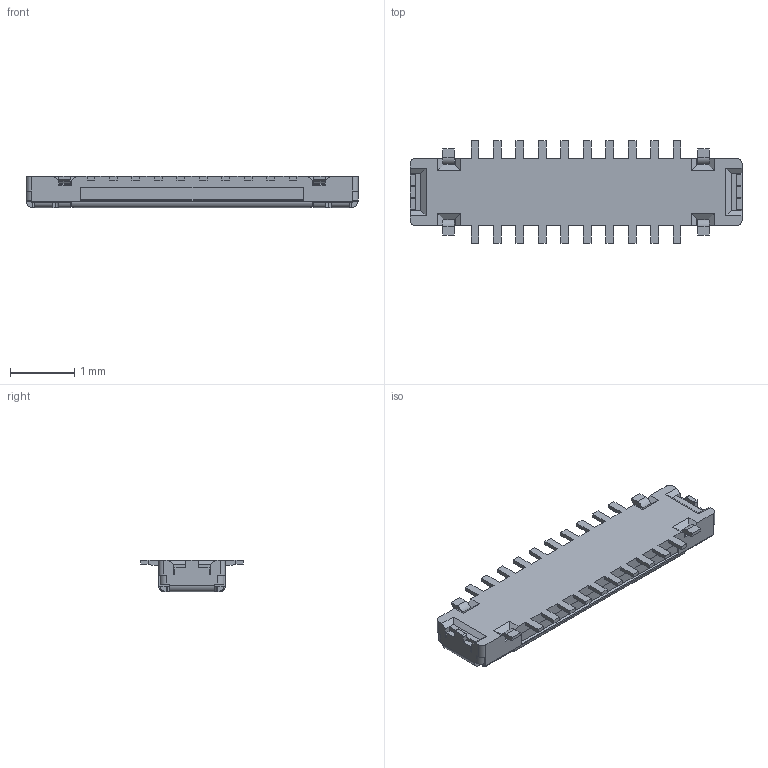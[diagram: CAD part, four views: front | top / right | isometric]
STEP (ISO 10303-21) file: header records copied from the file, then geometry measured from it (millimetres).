
FILE_DESCRIPTION(/* description */ (''),/* implementation_level */ '2;1');
FILE_NAME(/* name */ '2167010209wbm000_01_214.stp',/* time_stamp */ '2023-05-18T19:11:35+08:00',/* author */ (''),/* organization */ (''),/* preprocessor_version */ 'ST-DEVELOPER v16.7',/* originating_system */ 'SIEMENS PLM Software NX 1919',/* authorisation */ '');
FILE_SCHEMA (('AUTOMOTIVE_DESIGN { 1 0 10303 214 3 1 1 1 }'));
Length unit declared in the file: millimetre
Products named in the file (1): 2167010209wbm000_01
Bounding box: 5.17 x 1.6 x 0.49 mm (x, y, z)
Volume: 1.7 mm3; surface area: 22.7 mm2
Topology: 1 solids, 1 shells, 384 faces, 1084 edges, 708 vertices
Faces by surface type: plane 286, cylinder 94, cone 4
Entity records: 12480 total; most frequent: CARTESIAN_POINT 2365, ORIENTED_EDGE 2168, DIRECTION 2046, EDGE_CURVE 1084, LINE 852, VECTOR 852, VERTEX_POINT 708, AXIS2_PLACEMENT_3D 597
